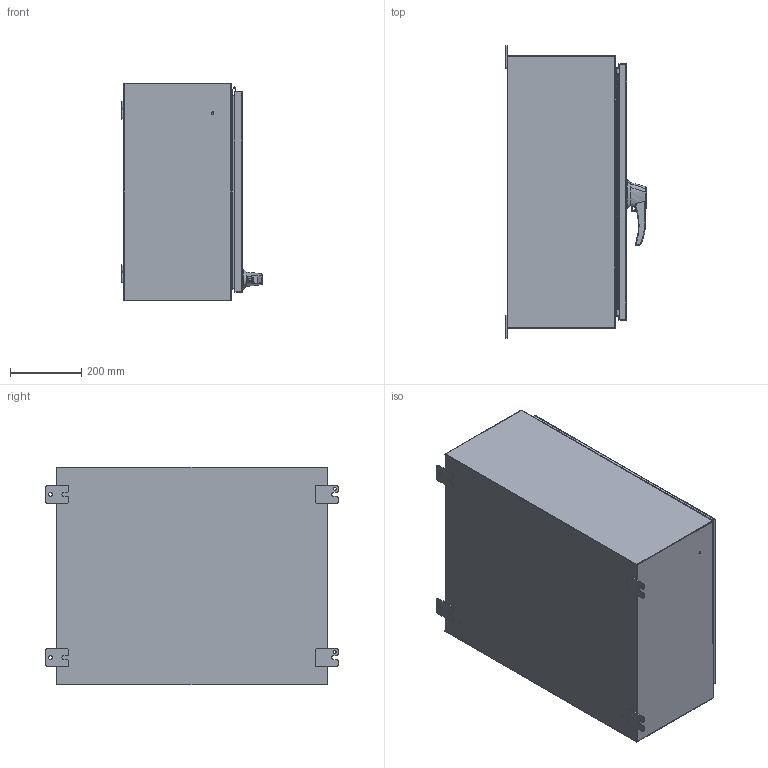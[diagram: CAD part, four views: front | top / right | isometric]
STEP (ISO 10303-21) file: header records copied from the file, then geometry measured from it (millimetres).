
FILE_DESCRIPTION (( 'STEP AP214' ), '1' );
FILE_NAME ('HW302412S16HK.STEP', '2019-08-12T21:15:29', ( '' ), ( '' ), 'SwSTEP 2.0', 'SolidWorks 2018', '' );
FILE_SCHEMA (( 'AUTOMOTIVE_DESIGN' ));
Length unit declared in the file: inch
Products named in the file (1): HW302412S16HK
Bounding box: 392.43 x 819.15 x 609.6 mm (x, y, z)
Volume: 4101286.6 mm3; surface area: 4224116.3 mm2
Topology: 44 solids, 45 shells, 1420 faces, 3577 edges, 2282 vertices
Faces by surface type: plane 675, cylinder 601, bspline 103, cone 41
Entity records: 100158 total; most frequent: CARTESIAN_POINT 47689, ORIENTED_EDGE 7138, DIRECTION 6766, EDGE_CURVE 3569, AXIS2_PLACEMENT_3D 2360, VERTEX_POINT 2282, VECTOR 2046, LINE 2046
